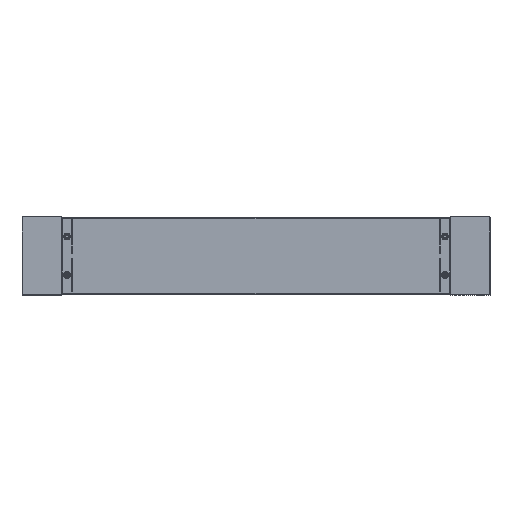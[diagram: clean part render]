
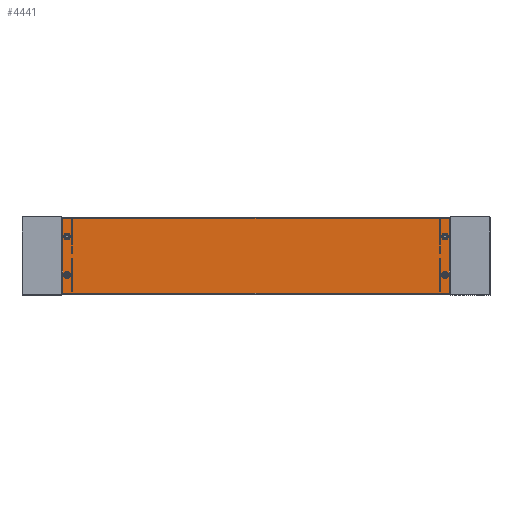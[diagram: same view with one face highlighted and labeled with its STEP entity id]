
A CAD part, top view. The second image highlights one B-rep face of the part: STEP entity #4441.
In plain terms, the highlighted planar face has unit normal (0, 0, 1).
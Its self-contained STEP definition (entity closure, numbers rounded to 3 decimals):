
#125 = AXIS2_PLACEMENT_3D ( 'NONE', #6476, #6599, #6023 ) ;
#162 = CARTESIAN_POINT ( 'NONE',  ( -476.991, 49.5, 0.75 ) ) ;
#250 = EDGE_CURVE ( 'NONE', #5656, #3375, #1195, .T. ) ;
#259 = CIRCLE ( 'NONE', #3174, 7.509 ) ;
#308 = CIRCLE ( 'NONE', #6277, 7.509 ) ;
#419 = CARTESIAN_POINT ( 'NONE',  ( 476.991, 49.5, 0.75 ) ) ;
#519 = VERTEX_POINT ( 'NONE', #162 ) ;
#634 = CIRCLE ( 'NONE', #125, 7.509 ) ;
#671 = EDGE_LOOP ( 'NONE', ( #3813, #3840, #3597, #3739 ) ) ;
#676 = CARTESIAN_POINT ( 'NONE',  ( -496., -96., 0.75 ) ) ;
#762 = CARTESIAN_POINT ( 'NONE',  ( -492.009, -49.5, 0.75 ) ) ;
#817 = EDGE_CURVE ( 'NONE', #1922, #519, #259, .T. ) ;
#879 = AXIS2_PLACEMENT_3D ( 'NONE', #4816, #6258, #6524 ) ;
#880 = DIRECTION ( 'NONE',  ( -1., 0., 0. ) ) ;
#916 = VERTEX_POINT ( 'NONE', #5359 ) ;
#1062 = VERTEX_POINT ( 'NONE', #1309 ) ;
#1079 = FACE_BOUND ( 'NONE', #4877, .T. ) ;
#1080 = FACE_OUTER_BOUND ( 'NONE', #671, .T. ) ;
#1095 = EDGE_CURVE ( 'NONE', #3375, #3419, #5517, .T. ) ;
#1165 = VERTEX_POINT ( 'NONE', #2363 ) ;
#1195 = LINE ( 'NONE', #2407, #1213 ) ;
#1213 = VECTOR ( 'NONE', #1307, 1000. ) ;
#1307 = DIRECTION ( 'NONE',  ( 0., -1., 0. ) ) ;
#1309 = CARTESIAN_POINT ( 'NONE',  ( -476.991, -49.5, 0.75 ) ) ;
#1342 = EDGE_CURVE ( 'NONE', #3419, #1165, #5122, .T. ) ;
#1394 = DIRECTION ( 'NONE',  ( 1., 0., 0. ) ) ;
#1405 = AXIS2_PLACEMENT_3D ( 'NONE', #5665, #5719, #5727 ) ;
#1406 = EDGE_LOOP ( 'NONE', ( #2940, #3026 ) ) ;
#1452 = CIRCLE ( 'NONE', #879, 7.509 ) ;
#1495 = CARTESIAN_POINT ( 'NONE',  ( -496., 96., 0.75 ) ) ;
#1553 = EDGE_CURVE ( 'NONE', #5569, #1977, #5610, .T. ) ;
#1596 = EDGE_CURVE ( 'NONE', #4681, #1062, #2868, .T. ) ;
#1672 = CARTESIAN_POINT ( 'NONE',  ( 0., -96., 0.75 ) ) ;
#1820 = VERTEX_POINT ( 'NONE', #419 ) ;
#1882 = AXIS2_PLACEMENT_3D ( 'NONE', #2508, #6390, #4244 ) ;
#1922 = VERTEX_POINT ( 'NONE', #5191 ) ;
#1977 = VERTEX_POINT ( 'NONE', #2410 ) ;
#2020 = AXIS2_PLACEMENT_3D ( 'NONE', #2525, #5827, #4558 ) ;
#2033 = FACE_BOUND ( 'NONE', #1406, .T. ) ;
#2041 = CARTESIAN_POINT ( 'NONE',  ( 496., -96., 0.75 ) ) ;
#2094 = FACE_BOUND ( 'NONE', #5418, .T. ) ;
#2108 = FACE_BOUND ( 'NONE', #3250, .T. ) ;
#2312 = DIRECTION ( 'NONE',  ( -1., 0., 0. ) ) ;
#2320 = CARTESIAN_POINT ( 'NONE',  ( 496., 0., 0.75 ) ) ;
#2337 = CARTESIAN_POINT ( 'NONE',  ( 0., 96., 0.75 ) ) ;
#2363 = CARTESIAN_POINT ( 'NONE',  ( 496., 96., 0.75 ) ) ;
#2407 = CARTESIAN_POINT ( 'NONE',  ( -496., 0., 0.75 ) ) ;
#2410 = CARTESIAN_POINT ( 'NONE',  ( 492.009, -49.5, 0.75 ) ) ;
#2508 = CARTESIAN_POINT ( 'NONE',  ( -484.5, -49.5, 0.75 ) ) ;
#2520 = DIRECTION ( 'NONE',  ( 0., 0., -1. ) ) ;
#2525 = CARTESIAN_POINT ( 'NONE',  ( 484.5, -49.5, 0.75 ) ) ;
#2569 = ORIENTED_EDGE ( 'NONE', *, *, #5714, .T. ) ;
#2572 = CARTESIAN_POINT ( 'NONE',  ( -484.5, -49.5, 0.75 ) ) ;
#2780 = ORIENTED_EDGE ( 'NONE', *, *, #6525, .T. ) ;
#2868 = CIRCLE ( 'NONE', #1882, 7.509 ) ;
#2940 = ORIENTED_EDGE ( 'NONE', *, *, #4554, .T. ) ;
#3026 = ORIENTED_EDGE ( 'NONE', *, *, #1553, .T. ) ;
#3104 = ORIENTED_EDGE ( 'NONE', *, *, #3746, .T. ) ;
#3166 = ORIENTED_EDGE ( 'NONE', *, *, #1596, .T. ) ;
#3174 = AXIS2_PLACEMENT_3D ( 'NONE', #4973, #3898, #5415 ) ;
#3183 = ORIENTED_EDGE ( 'NONE', *, *, #6468, .T. ) ;
#3250 = EDGE_LOOP ( 'NONE', ( #2569, #2780 ) ) ;
#3336 = DIRECTION ( 'NONE',  ( -1., 0., 0. ) ) ;
#3368 = VECTOR ( 'NONE', #4293, 1000. ) ;
#3375 = VERTEX_POINT ( 'NONE', #676 ) ;
#3413 = DIRECTION ( 'NONE',  ( 0., 0., -1. ) ) ;
#3419 = VERTEX_POINT ( 'NONE', #2041 ) ;
#3433 = CARTESIAN_POINT ( 'NONE',  ( 484.5, 49.5, 0.75 ) ) ;
#3523 = ORIENTED_EDGE ( 'NONE', *, *, #817, .T. ) ;
#3597 = ORIENTED_EDGE ( 'NONE', *, *, #1095, .T. ) ;
#3613 = AXIS2_PLACEMENT_3D ( 'NONE', #3433, #2520, #880 ) ;
#3739 = ORIENTED_EDGE ( 'NONE', *, *, #1342, .T. ) ;
#3746 = EDGE_CURVE ( 'NONE', #1062, #4681, #5542, .T. ) ;
#3813 = ORIENTED_EDGE ( 'NONE', *, *, #5106, .T. ) ;
#3840 = ORIENTED_EDGE ( 'NONE', *, *, #250, .T. ) ;
#3898 = DIRECTION ( 'NONE',  ( 0., 0., -1. ) ) ;
#4082 = CIRCLE ( 'NONE', #3613, 7.509 ) ;
#4244 = DIRECTION ( 'NONE',  ( -1., 0., 0. ) ) ;
#4293 = DIRECTION ( 'NONE',  ( 0., 1., 0. ) ) ;
#4323 = VECTOR ( 'NONE', #1394, 1000. ) ;
#4441 = ADVANCED_FACE ( 'NONE', ( #1080, #2094, #1079, #2033, #2108 ), #5650, .F. ) ;
#4554 = EDGE_CURVE ( 'NONE', #1977, #5569, #1452, .T. ) ;
#4558 = DIRECTION ( 'NONE',  ( -1., 0., 0. ) ) ;
#4637 = LINE ( 'NONE', #2337, #5638 ) ;
#4681 = VERTEX_POINT ( 'NONE', #762 ) ;
#4816 = CARTESIAN_POINT ( 'NONE',  ( 484.5, -49.5, 0.75 ) ) ;
#4877 = EDGE_LOOP ( 'NONE', ( #3104, #3166 ) ) ;
#4973 = CARTESIAN_POINT ( 'NONE',  ( -484.5, 49.5, 0.75 ) ) ;
#5106 = EDGE_CURVE ( 'NONE', #1165, #5656, #4637, .T. ) ;
#5122 = LINE ( 'NONE', #2320, #3368 ) ;
#5191 = CARTESIAN_POINT ( 'NONE',  ( -492.009, 49.5, 0.75 ) ) ;
#5359 = CARTESIAN_POINT ( 'NONE',  ( 492.009, 49.5, 0.75 ) ) ;
#5415 = DIRECTION ( 'NONE',  ( -1., 0., 0. ) ) ;
#5418 = EDGE_LOOP ( 'NONE', ( #3183, #3523 ) ) ;
#5517 = LINE ( 'NONE', #1672, #4323 ) ;
#5542 = CIRCLE ( 'NONE', #6141, 7.509 ) ;
#5569 = VERTEX_POINT ( 'NONE', #6361 ) ;
#5610 = CIRCLE ( 'NONE', #2020, 7.509 ) ;
#5638 = VECTOR ( 'NONE', #2312, 1000. ) ;
#5650 = PLANE ( 'NONE',  #1405 ) ;
#5656 = VERTEX_POINT ( 'NONE', #1495 ) ;
#5665 = CARTESIAN_POINT ( 'NONE',  ( 0., 0., 0.75 ) ) ;
#5714 = EDGE_CURVE ( 'NONE', #916, #1820, #4082, .T. ) ;
#5719 = DIRECTION ( 'NONE',  ( 0., 0., -1. ) ) ;
#5727 = DIRECTION ( 'NONE',  ( -1., 0., 0. ) ) ;
#5827 = DIRECTION ( 'NONE',  ( 0., 0., -1. ) ) ;
#5984 = CARTESIAN_POINT ( 'NONE',  ( 484.5, 49.5, 0.75 ) ) ;
#6023 = DIRECTION ( 'NONE',  ( -1., 0., 0. ) ) ;
#6141 = AXIS2_PLACEMENT_3D ( 'NONE', #2572, #3413, #3336 ) ;
#6183 = DIRECTION ( 'NONE',  ( 0., 0., -1. ) ) ;
#6258 = DIRECTION ( 'NONE',  ( 0., 0., -1. ) ) ;
#6277 = AXIS2_PLACEMENT_3D ( 'NONE', #5984, #6183, #6364 ) ;
#6361 = CARTESIAN_POINT ( 'NONE',  ( 476.991, -49.5, 0.75 ) ) ;
#6364 = DIRECTION ( 'NONE',  ( -1., 0., 0. ) ) ;
#6390 = DIRECTION ( 'NONE',  ( 0., 0., -1. ) ) ;
#6468 = EDGE_CURVE ( 'NONE', #519, #1922, #634, .T. ) ;
#6476 = CARTESIAN_POINT ( 'NONE',  ( -484.5, 49.5, 0.75 ) ) ;
#6524 = DIRECTION ( 'NONE',  ( -1., 0., 0. ) ) ;
#6525 = EDGE_CURVE ( 'NONE', #1820, #916, #308, .T. ) ;
#6599 = DIRECTION ( 'NONE',  ( 0., 0., -1. ) ) ;
